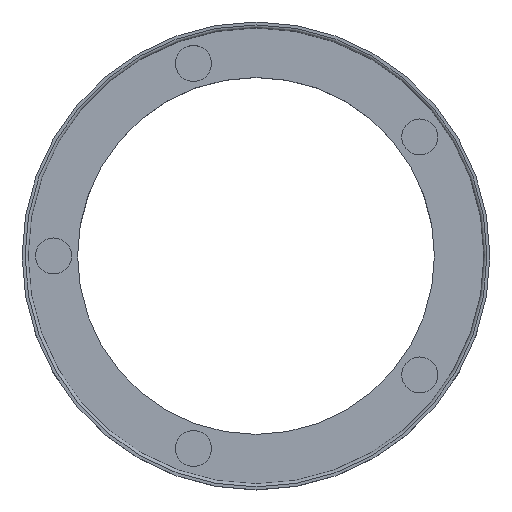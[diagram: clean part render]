
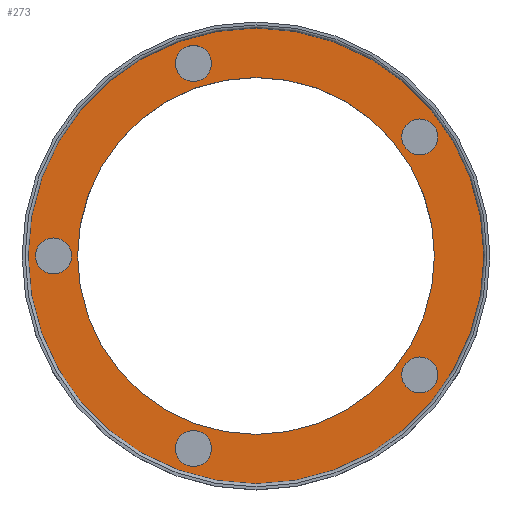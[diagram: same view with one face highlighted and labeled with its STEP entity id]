
A CAD part, top view. The second image highlights one B-rep face of the part: STEP entity #273.
In plain terms, the highlighted planar face has unit normal (0, 0, 1).
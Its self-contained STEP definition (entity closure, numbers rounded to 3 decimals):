
#17=FACE_BOUND('',#105,.T.);
#18=FACE_BOUND('',#106,.T.);
#19=FACE_BOUND('',#107,.T.);
#20=FACE_BOUND('',#108,.T.);
#21=FACE_BOUND('',#109,.T.);
#22=FACE_BOUND('',#110,.T.);
#32=PLANE('',#327);
#81=FACE_OUTER_BOUND('',#104,.T.);
#104=EDGE_LOOP('',(#237));
#105=EDGE_LOOP('',(#238));
#106=EDGE_LOOP('',(#239));
#107=EDGE_LOOP('',(#240));
#108=EDGE_LOOP('',(#241));
#109=EDGE_LOOP('',(#242));
#110=EDGE_LOOP('',(#243));
#120=CIRCLE('',#297,38.);
#122=CIRCLE('',#301,3.);
#124=CIRCLE('',#305,3.);
#126=CIRCLE('',#309,3.);
#128=CIRCLE('',#313,3.);
#130=CIRCLE('',#317,3.);
#135=CIRCLE('',#326,29.75);
#141=VERTEX_POINT('',#441);
#143=VERTEX_POINT('',#448);
#145=VERTEX_POINT('',#455);
#147=VERTEX_POINT('',#462);
#149=VERTEX_POINT('',#469);
#151=VERTEX_POINT('',#476);
#156=VERTEX_POINT('',#492);
#163=EDGE_CURVE('',#141,#141,#120,.T.);
#166=EDGE_CURVE('',#143,#143,#122,.T.);
#169=EDGE_CURVE('',#145,#145,#124,.T.);
#172=EDGE_CURVE('',#147,#147,#126,.T.);
#175=EDGE_CURVE('',#149,#149,#128,.T.);
#178=EDGE_CURVE('',#151,#151,#130,.T.);
#186=EDGE_CURVE('',#156,#156,#135,.T.);
#237=ORIENTED_EDGE('',*,*,#163,.F.);
#238=ORIENTED_EDGE('',*,*,#166,.T.);
#239=ORIENTED_EDGE('',*,*,#169,.T.);
#240=ORIENTED_EDGE('',*,*,#172,.T.);
#241=ORIENTED_EDGE('',*,*,#175,.T.);
#242=ORIENTED_EDGE('',*,*,#178,.T.);
#243=ORIENTED_EDGE('',*,*,#186,.T.);
#273=ADVANCED_FACE('',(#81,#17,#18,#19,#20,#21,#22),#32,.T.);
#297=AXIS2_PLACEMENT_3D('',#442,#347,#348);
#301=AXIS2_PLACEMENT_3D('',#449,#356,#357);
#305=AXIS2_PLACEMENT_3D('',#456,#365,#366);
#309=AXIS2_PLACEMENT_3D('',#463,#374,#375);
#313=AXIS2_PLACEMENT_3D('',#470,#383,#384);
#317=AXIS2_PLACEMENT_3D('',#477,#392,#393);
#326=AXIS2_PLACEMENT_3D('',#494,#413,#414);
#327=AXIS2_PLACEMENT_3D('',#495,#415,#416);
#347=DIRECTION('center_axis',(0.,0.,-1.));
#348=DIRECTION('ref_axis',(1.,0.,0.));
#356=DIRECTION('center_axis',(0.,0.,-1.));
#357=DIRECTION('ref_axis',(1.,0.,0.));
#365=DIRECTION('center_axis',(0.,0.,-1.));
#366=DIRECTION('ref_axis',(1.,0.,0.));
#374=DIRECTION('center_axis',(0.,0.,-1.));
#375=DIRECTION('ref_axis',(1.,0.,0.));
#383=DIRECTION('center_axis',(0.,0.,-1.));
#384=DIRECTION('ref_axis',(1.,0.,0.));
#392=DIRECTION('center_axis',(0.,0.,-1.));
#393=DIRECTION('ref_axis',(1.,0.,0.));
#413=DIRECTION('center_axis',(0.,0.,-1.));
#414=DIRECTION('ref_axis',(1.,0.,0.));
#415=DIRECTION('center_axis',(0.,0.,1.));
#416=DIRECTION('ref_axis',(1.,0.,0.));
#441=CARTESIAN_POINT('',(38.,0.,-25.));
#442=CARTESIAN_POINT('Origin',(0.,0.,-25.));
#448=CARTESIAN_POINT('',(-13.429,32.098,-25.));
#449=CARTESIAN_POINT('Origin',(-10.429,32.098,-25.));
#455=CARTESIAN_POINT('',(-36.75,0.,-25.));
#456=CARTESIAN_POINT('Origin',(-33.75,0.,-25.));
#462=CARTESIAN_POINT('',(24.304,-19.838,-25.));
#463=CARTESIAN_POINT('Origin',(27.304,-19.838,-25.));
#469=CARTESIAN_POINT('',(-13.429,-32.098,-25.));
#470=CARTESIAN_POINT('Origin',(-10.429,-32.098,-25.));
#476=CARTESIAN_POINT('',(24.304,19.838,-25.));
#477=CARTESIAN_POINT('Origin',(27.304,19.838,-25.));
#492=CARTESIAN_POINT('',(29.75,0.,-25.));
#494=CARTESIAN_POINT('Origin',(0.,0.,-25.));
#495=CARTESIAN_POINT('Origin',(-38.,0.,-25.));
